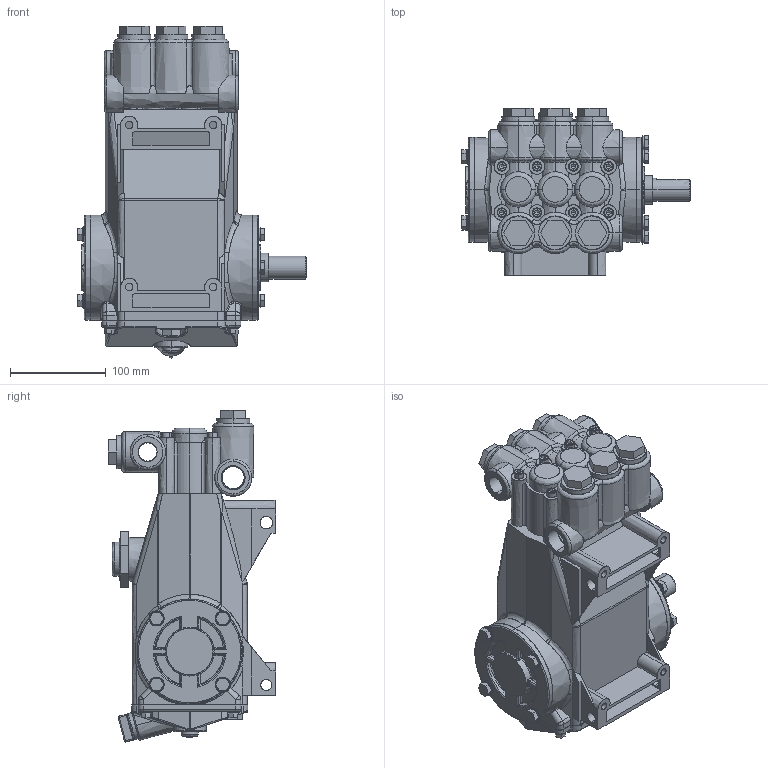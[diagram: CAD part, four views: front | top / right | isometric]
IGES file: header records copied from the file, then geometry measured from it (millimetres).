
Start section: SolidWorks IGES file using analytic representation for surfaces
Global section: file name: 7CP6110.IGS; native system: SolidWorks 2009; preprocessor: SolidWorks 2009; author: MJH; date: 100120.150133; units: millimetre
Bounding box: 239.52 x 175.01 x 347.34 mm (x, y, z)
Surface area: 302357.3 mm2 (no closed solid volume)
Topology: 0 solids, 0 shells, 1219 faces, 16472 edges, 16440 vertices
Faces by surface type: bspline 706, revolution 513
